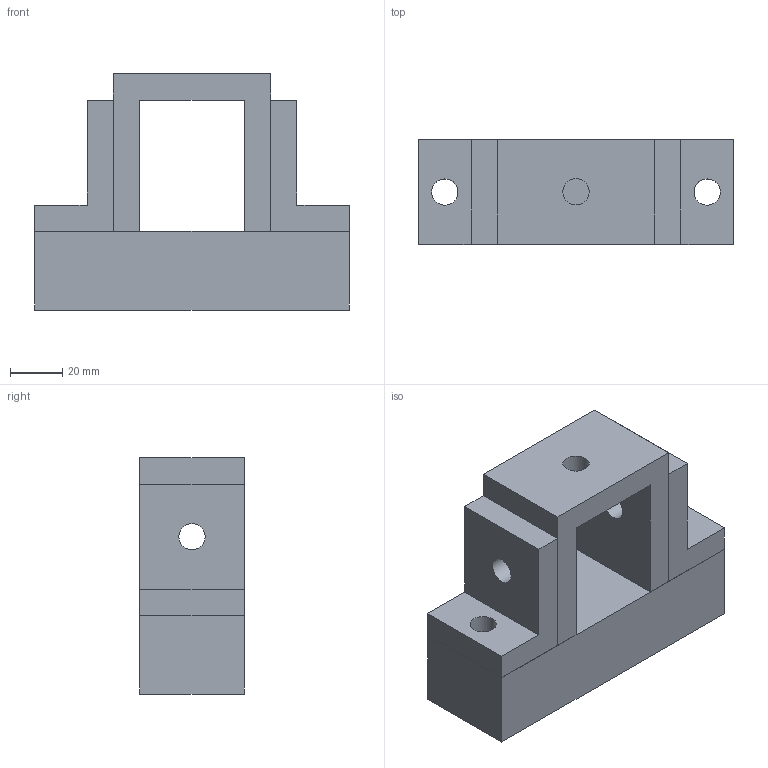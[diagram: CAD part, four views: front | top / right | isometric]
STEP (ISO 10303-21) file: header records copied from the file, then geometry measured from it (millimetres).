
FILE_DESCRIPTION(/* description */ (''),/* implementation_level */ '2;1');
FILE_NAME(/* name */ 'something.step',/* time_stamp */ '2025-11-05T23:13:06+02:00',/* author */ (''),/* organization */ (''),/* preprocessor_version */ 'ST-DEVELOPER v20.1',/* originating_system */ 'Autodesk Translation Framework v14.17.0.0',/* authorisation */ '');
FILE_SCHEMA (('AUTOMOTIVE_DESIGN { 1 0 10303 214 3 1 1 }'));
Length unit declared in the file: millimetre
Products named in the file (4): 2025-08-26-18-23-11-625; 2025-08-26-18-26-01-229; 2025-08-26-18-25-45-586; 2025-08-29-02-02-31-750
Assembly tree (4 placements, depth 2):
  2025-08-26-18-23-11-625
    2025-08-26-18-25-45-586  x2
    2025-08-26-18-26-01-229
    2025-08-29-02-02-31-750
Bounding box: 120 x 40 x 90 mm (x, y, z)
Volume: 253789.8 mm3; surface area: 54270.4 mm2
Topology: 4 solids, 4 shells, 41 faces, 99 edges, 66 vertices
Faces by surface type: plane 32, cylinder 9
Full cylindrical faces by diameter (mm): 10 x9
Entity records: 1056 total; most frequent: DIRECTION 167, CARTESIAN_POINT 164, ORIENTED_EDGE 150, EDGE_CURVE 75, LINE 61, VECTOR 61, AXIS2_PLACEMENT_3D 53, VERTEX_POINT 50
